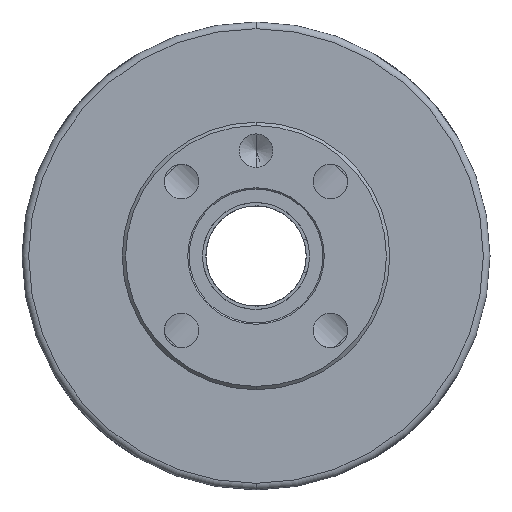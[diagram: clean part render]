
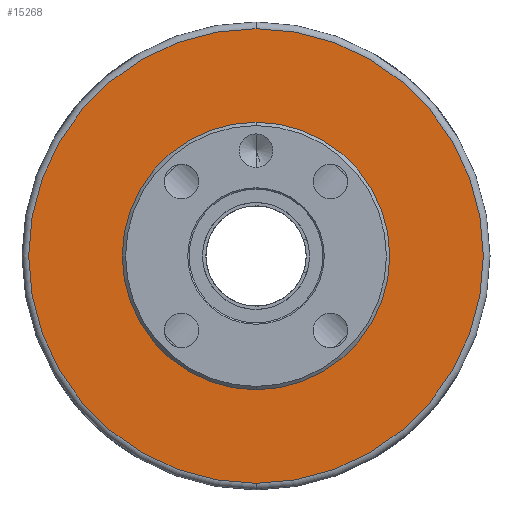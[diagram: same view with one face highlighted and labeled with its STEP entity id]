
A CAD part, front view. The second image highlights one B-rep face of the part: STEP entity #15268.
In plain terms, the highlighted planar face has unit normal (0, -1, 0).
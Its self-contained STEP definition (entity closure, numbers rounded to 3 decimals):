
#189=FACE_BOUND('',#1851,.T.);
#246=PLANE('',#18527);
#1222=FACE_OUTER_BOUND('',#1850,.T.);
#1850=EDGE_LOOP('',(#14005));
#1851=EDGE_LOOP('',(#14006));
#5636=CIRCLE('',#18528,34.);
#5637=CIRCLE('',#18529,20.);
#8375=VERTEX_POINT('',#38665);
#8376=VERTEX_POINT('',#38667);
#11190=EDGE_CURVE('',#8375,#8375,#5636,.T.);
#11191=EDGE_CURVE('',#8376,#8376,#5637,.T.);
#14005=ORIENTED_EDGE('',*,*,#11190,.T.);
#14006=ORIENTED_EDGE('',*,*,#11191,.T.);
#15268=ADVANCED_FACE('',(#1222,#189),#246,.T.);
#18527=AXIS2_PLACEMENT_3D('',#38664,#23834,#23835);
#18528=AXIS2_PLACEMENT_3D('',#38666,#23836,#23837);
#18529=AXIS2_PLACEMENT_3D('',#38668,#23838,#23839);
#23834=DIRECTION('center_axis',(0.,-1.,0.));
#23835=DIRECTION('ref_axis',(0.,0.,-1.));
#23836=DIRECTION('center_axis',(0.,-1.,0.));
#23837=DIRECTION('ref_axis',(0.,0.,
-1.));
#23838=DIRECTION('center_axis',(0.,1.,0.));
#23839=DIRECTION('ref_axis',(0.,0.,1.));
#38664=CARTESIAN_POINT('Origin',(-34.208,67.997,115.651));
#38665=CARTESIAN_POINT('',(0.2,67.997,149.651));
#38666=CARTESIAN_POINT('Origin',(0.2,67.997,115.651));
#38667=CARTESIAN_POINT('',(0.2,67.997,135.651));
#38668=CARTESIAN_POINT('Origin',(0.2,67.997,115.651));
